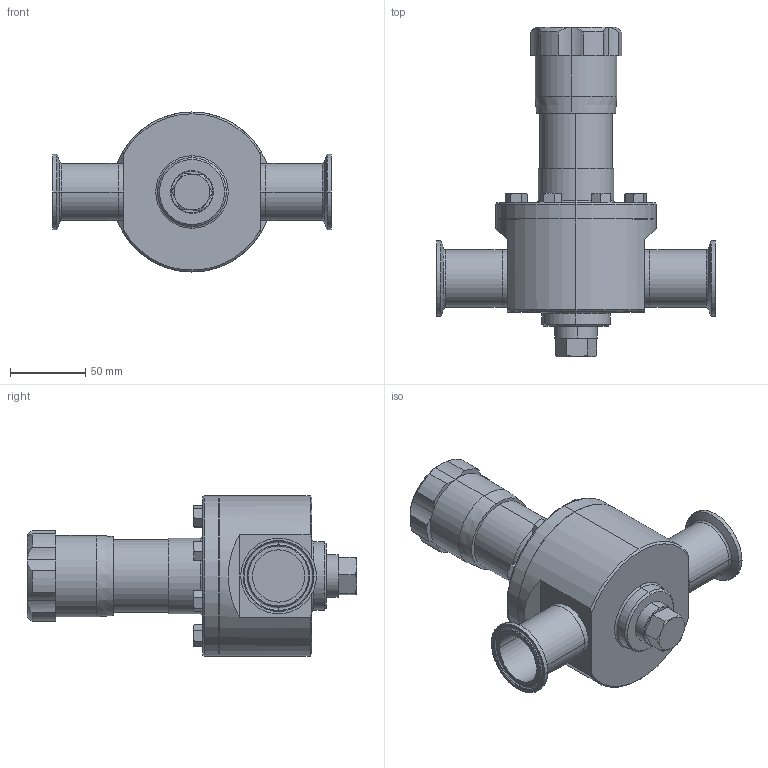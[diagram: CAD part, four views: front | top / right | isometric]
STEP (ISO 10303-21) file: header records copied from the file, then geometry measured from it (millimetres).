
FILE_DESCRIPTION (( 'STEP AP203' ), '1' );
FILE_NAME ('JSRHF-150-6C_3.5Cv.STEP', '2017-06-27T10:40:22', ( '' ), ( '' ), 'SwSTEP 2.0', 'SolidWorks 2014', '' );
FILE_SCHEMA (( 'CONFIG_CONTROL_DESIGN' ));
Length unit declared in the file: inch
Products named in the file (2): JSRHF-150-6C_3.5Cv
Bounding box: 185.67 x 219.46 x 106.68 mm (x, y, z)
Volume: 937461.3 mm3; surface area: 93437.4 mm2
Topology: 1 solids, 1 shells, 241 faces, 534 edges, 317 vertices
Faces by surface type: plane 88, cone 81, cylinder 50, torus 22
Entity records: 7256 total; most frequent: CARTESIAN_POINT 1872, DIRECTION 1117, ORIENTED_EDGE 1068, EDGE_CURVE 534, AXIS2_PLACEMENT_3D 466, VERTEX_POINT 317, EDGE_LOOP 263, ADVANCED_FACE 241
